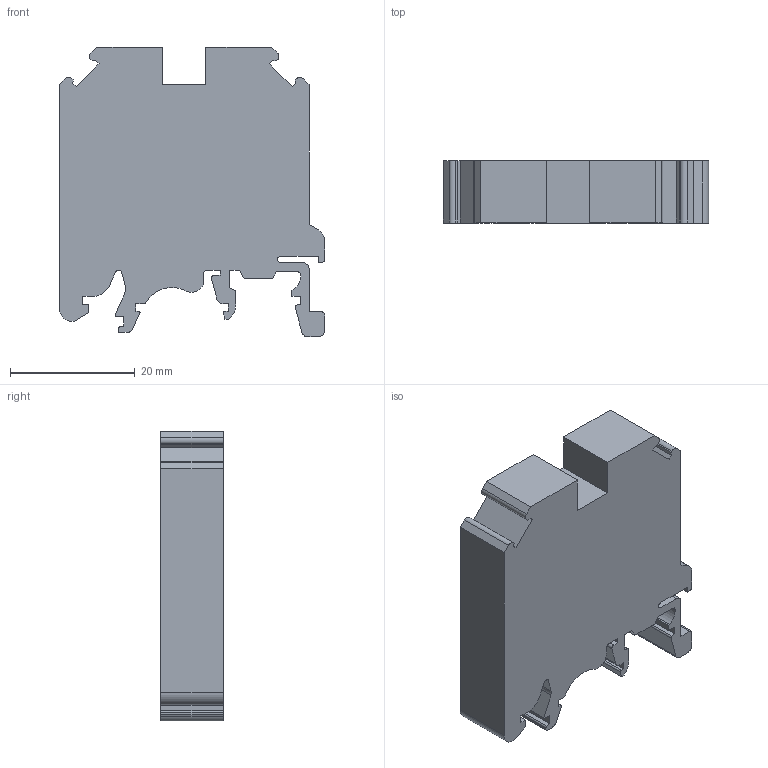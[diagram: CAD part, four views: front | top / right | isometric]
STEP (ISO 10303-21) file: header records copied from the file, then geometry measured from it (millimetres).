
FILE_DESCRIPTION(/* description */ ('Unknown'),/* implementation_level */ '2;1');
FILE_NAME(/* name */ 'KUT10',/* time_stamp */ '2016-11-29T15:05:26+06:00',/* author */ ('Unknown'),/* organization */ ('Unknown'),/* preprocessor_version */ 'ST-DEVELOPER v16',/* originating_system */ 'DEX',/* authorisation */ $);
FILE_SCHEMA (('AUTOMOTIVE_DESIGN {1 0 10303 214 3 1 1}'));
Length unit declared in the file: millimetre
Products named in the file (1): Part2
Bounding box: 42.5 x 10 x 46.4 mm (x, y, z)
Volume: 15007.1 mm3; surface area: 5646.8 mm2
Topology: 1 solids, 1 shells, 111 faces, 327 edges, 218 vertices
Faces by surface type: plane 79, cylinder 32
Entity records: 3715 total; most frequent: CARTESIAN_POINT 657, ORIENTED_EDGE 654, DIRECTION 615, EDGE_CURVE 327, LINE 263, VECTOR 263, VERTEX_POINT 218, AXIS2_PLACEMENT_3D 176
